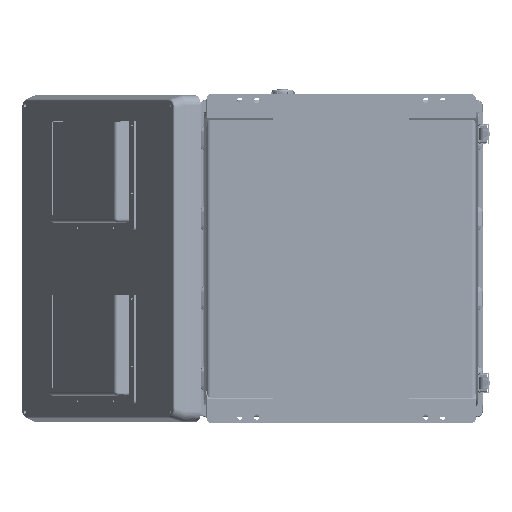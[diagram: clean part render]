
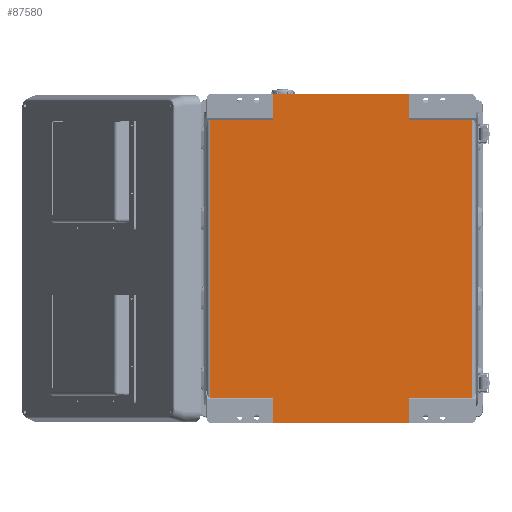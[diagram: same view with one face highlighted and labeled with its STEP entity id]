
A CAD part, front view. The second image highlights one B-rep face of the part: STEP entity #87580.
In plain terms, the highlighted planar face has unit normal (0, -1, 0).
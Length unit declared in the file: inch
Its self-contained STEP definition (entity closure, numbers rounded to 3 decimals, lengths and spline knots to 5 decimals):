
#1241 = LINE ( 'NONE', #20962, #144033 ) ;
#1440 = CARTESIAN_POINT ( 'NONE',  ( 8.11811, 0.05906, -17.96858 ) ) ;
#4927 = EDGE_CURVE ( 'NONE', #119916, #65260, #7509, .T. ) ;
#7509 = LINE ( 'NONE', #97253, #15887 ) ;
#9813 = CARTESIAN_POINT ( 'NONE',  ( 4.03163, 0.05906, -20.34606 ) ) ;
#14542 = ORIENTED_EDGE ( 'NONE', *, *, #116403, .F. ) ;
#15796 = DIRECTION ( 'NONE',  ( 1., 0., 0. ) ) ;
#15887 = VECTOR ( 'NONE', #139553, 39.37008 ) ;
#17779 = CARTESIAN_POINT ( 'NONE',  ( -4.03163, 0.05906, -17.96858 ) ) ;
#18241 = DIRECTION ( 'NONE',  ( 0., 1., 0. ) ) ;
#20962 = CARTESIAN_POINT ( 'NONE',  ( -4.03163, 0.05906, 0.85787 ) ) ;
#21865 = CARTESIAN_POINT ( 'NONE',  ( 8.11811, 0.05906, -19.48819 ) ) ;
#24382 = VECTOR ( 'NONE', #128678, 39.37008 ) ;
#24519 = EDGE_CURVE ( 'NONE', #131119, #118393, #89256, .T. ) ;
#26258 = VECTOR ( 'NONE', #90427, 39.37008 ) ;
#28473 = EDGE_CURVE ( 'NONE', #117352, #72300, #40407, .T. ) ;
#29072 = CARTESIAN_POINT ( 'NONE',  ( 7.73754, 0.05906, -1.51961 ) ) ;
#29174 = CARTESIAN_POINT ( 'NONE',  ( 8.11811, 0.05906, -1.51961 ) ) ;
#30842 = DIRECTION ( 'NONE',  ( 0., 0., 1. ) ) ;
#30868 = CARTESIAN_POINT ( 'NONE',  ( 4.03163, 0.05906, 0. ) ) ;
#32089 = LINE ( 'NONE', #109400, #48450 ) ;
#33366 = EDGE_CURVE ( 'NONE', #82444, #119916, #32089, .T. ) ;
#33787 = EDGE_CURVE ( 'NONE', #80609, #121919, #1241, .T. ) ;
#34977 = LINE ( 'NONE', #1440, #105362 ) ;
#35262 = AXIS2_PLACEMENT_3D ( 'NONE', #29174, #18241, #104354 ) ;
#35970 = DIRECTION ( 'NONE',  ( 0., 0., 1. ) ) ;
#37969 = CARTESIAN_POINT ( 'NONE',  ( 8.11811, 0.05906, 0. ) ) ;
#40098 = FACE_OUTER_BOUND ( 'NONE', #100146, .T. ) ;
#40407 = LINE ( 'NONE', #117004, #24382 ) ;
#41548 = VECTOR ( 'NONE', #30842, 39.37008 ) ;
#42688 = CARTESIAN_POINT ( 'NONE',  ( -7.73754, 0.05906, -1.51961 ) ) ;
#43533 = VECTOR ( 'NONE', #82466, 39.37008 ) ;
#45920 = LINE ( 'NONE', #21865, #26258 ) ;
#48450 = VECTOR ( 'NONE', #64220, 39.37008 ) ;
#51028 = EDGE_CURVE ( 'NONE', #65260, #121919, #137878, .T. ) ;
#55702 = CARTESIAN_POINT ( 'NONE',  ( -8.11811, 0.05906, -1.51961 ) ) ;
#58991 = VERTEX_POINT ( 'NONE', #126591 ) ;
#59030 = DIRECTION ( 'NONE',  ( -1., 0., 0. ) ) ;
#60522 = VERTEX_POINT ( 'NONE', #100115 ) ;
#63419 = EDGE_CURVE ( 'NONE', #140578, #82444, #110318, .T. ) ;
#64220 = DIRECTION ( 'NONE',  ( -1., 0., 0. ) ) ;
#65260 = VERTEX_POINT ( 'NONE', #30868 ) ;
#66665 = CARTESIAN_POINT ( 'NONE',  ( -7.73754, 0.05906, -1.51961 ) ) ;
#66915 = ORIENTED_EDGE ( 'NONE', *, *, #133338, .T. ) ;
#71018 = CARTESIAN_POINT ( 'NONE',  ( 7.73754, 0.05906, -17.96858 ) ) ;
#72300 = VERTEX_POINT ( 'NONE', #122392 ) ;
#73802 = ORIENTED_EDGE ( 'NONE', *, *, #4927, .T. ) ;
#76938 = LINE ( 'NONE', #9813, #80253 ) ;
#80253 = VECTOR ( 'NONE', #86432, 39.37008 ) ;
#80609 = VERTEX_POINT ( 'NONE', #101878 ) ;
#82444 = VERTEX_POINT ( 'NONE', #29072 ) ;
#82466 = DIRECTION ( 'NONE',  ( -1., 0., 0. ) ) ;
#82557 = CARTESIAN_POINT ( 'NONE',  ( 4.03163, 0.05906, -1.51961 ) ) ;
#84599 = PLANE ( 'NONE',  #35262 ) ;
#86432 = DIRECTION ( 'NONE',  ( 0., 0., -1. ) ) ;
#87580 = ADVANCED_FACE ( 'NONE', ( #40098 ), #84599, .F. ) ;
#89256 = LINE ( 'NONE', #66665, #112393 ) ;
#90427 = DIRECTION ( 'NONE',  ( -1., 0., 0. ) ) ;
#96440 = ORIENTED_EDGE ( 'NONE', *, *, #63419, .T. ) ;
#97118 = ORIENTED_EDGE ( 'NONE', *, *, #33366, .T. ) ;
#97253 = CARTESIAN_POINT ( 'NONE',  ( 4.03163, 0.05906, 0.85787 ) ) ;
#100115 = CARTESIAN_POINT ( 'NONE',  ( 4.03163, 0.05906, -17.96858 ) ) ;
#100146 = EDGE_LOOP ( 'NONE', ( #122040, #66915, #102529, #125675, #116699, #14542, #96440, #97118, #73802, #122278, #119040, #126440 ) ) ;
#100185 = DIRECTION ( 'NONE',  ( 1., 0., 0. ) ) ;
#101174 = DIRECTION ( 'NONE',  ( 0., 0., 1. ) ) ;
#101878 = CARTESIAN_POINT ( 'NONE',  ( -4.03163, 0.05906, -1.51961 ) ) ;
#102529 = ORIENTED_EDGE ( 'NONE', *, *, #28473, .T. ) ;
#104354 = DIRECTION ( 'NONE',  ( 0., 0., 1. ) ) ;
#105362 = VECTOR ( 'NONE', #59030, 39.37008 ) ;
#105710 = VECTOR ( 'NONE', #15796, 39.37008 ) ;
#106538 = CARTESIAN_POINT ( 'NONE',  ( -4.03163, 0.05906, 0. ) ) ;
#109400 = CARTESIAN_POINT ( 'NONE',  ( 8.11811, 0.05906, -1.51961 ) ) ;
#110318 = LINE ( 'NONE', #142436, #41548 ) ;
#111101 = LINE ( 'NONE', #55702, #134039 ) ;
#112393 = VECTOR ( 'NONE', #35970, 39.37008 ) ;
#116403 = EDGE_CURVE ( 'NONE', #140578, #60522, #34977, .T. ) ;
#116699 = ORIENTED_EDGE ( 'NONE', *, *, #140246, .F. ) ;
#117004 = CARTESIAN_POINT ( 'NONE',  ( -4.03163, 0.05906, -20.34606 ) ) ;
#117352 = VERTEX_POINT ( 'NONE', #17779 ) ;
#118393 = VERTEX_POINT ( 'NONE', #42688 ) ;
#119040 = ORIENTED_EDGE ( 'NONE', *, *, #33787, .F. ) ;
#119916 = VERTEX_POINT ( 'NONE', #82557 ) ;
#121919 = VERTEX_POINT ( 'NONE', #106538 ) ;
#122040 = ORIENTED_EDGE ( 'NONE', *, *, #24519, .F. ) ;
#122278 = ORIENTED_EDGE ( 'NONE', *, *, #51028, .T. ) ;
#122392 = CARTESIAN_POINT ( 'NONE',  ( -4.03163, 0.05906, -19.48819 ) ) ;
#125675 = ORIENTED_EDGE ( 'NONE', *, *, #131894, .F. ) ;
#125951 = LINE ( 'NONE', #137599, #105710 ) ;
#126440 = ORIENTED_EDGE ( 'NONE', *, *, #135100, .F. ) ;
#126591 = CARTESIAN_POINT ( 'NONE',  ( 4.03163, 0.05906, -19.48819 ) ) ;
#128678 = DIRECTION ( 'NONE',  ( 0., 0., -1. ) ) ;
#131119 = VERTEX_POINT ( 'NONE', #134015 ) ;
#131894 = EDGE_CURVE ( 'NONE', #58991, #72300, #45920, .T. ) ;
#133338 = EDGE_CURVE ( 'NONE', #131119, #117352, #125951, .T. ) ;
#134015 = CARTESIAN_POINT ( 'NONE',  ( -7.73754, 0.05906, -17.96858 ) ) ;
#134039 = VECTOR ( 'NONE', #100185, 39.37008 ) ;
#135100 = EDGE_CURVE ( 'NONE', #118393, #80609, #111101, .T. ) ;
#137599 = CARTESIAN_POINT ( 'NONE',  ( -8.11811, 0.05906, -17.96858 ) ) ;
#137878 = LINE ( 'NONE', #37969, #43533 ) ;
#139553 = DIRECTION ( 'NONE',  ( 0., 0., 1. ) ) ;
#140246 = EDGE_CURVE ( 'NONE', #60522, #58991, #76938, .T. ) ;
#140578 = VERTEX_POINT ( 'NONE', #71018 ) ;
#142436 = CARTESIAN_POINT ( 'NONE',  ( 7.73754, 0.05906, -1.51961 ) ) ;
#144033 = VECTOR ( 'NONE', #101174, 39.37008 ) ;
